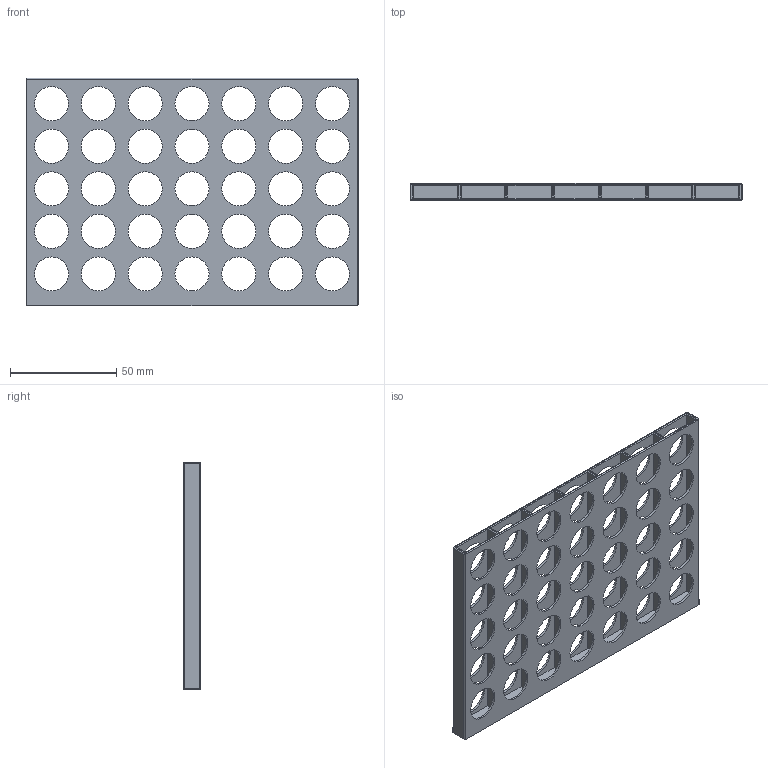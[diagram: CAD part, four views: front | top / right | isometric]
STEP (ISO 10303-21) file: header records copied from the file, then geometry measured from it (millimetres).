
FILE_DESCRIPTION(('FreeCAD Model'),'2;1');
FILE_NAME('panel.step', '2020-11-17T18:58:48',('Author'),(''), 'Open CASCADE STEP processor 7.3','FreeCAD','Unknown');
FILE_SCHEMA(('AUTOMOTIVE_DESIGN { 1 0 10303 214 1 1 1 1 }'));
Length unit declared in the file: millimetre
Products named in the file (1): panel
Bounding box: 156 x 8 x 107 mm (x, y, z)
Volume: 31283.8 mm3; surface area: 50685.5 mm2
Topology: 1 solids, 1 shells, 153 faces, 392 edges, 244 vertices
Faces by surface type: cylinder 108, plane 41, sphere 4
Full cylindrical faces by diameter (mm): 16 x70
Entity records: 10662 total; most frequent: CARTESIAN_POINT 2720, DIRECTION 1471, ORIENTED_EDGE 776, PCURVE 776, DEFINITIONAL_REPRESENTATION 776, LINE 760, VECTOR 760, EDGE_CURVE 388
